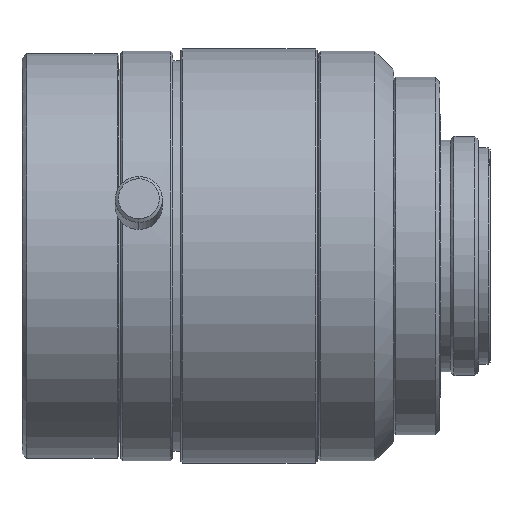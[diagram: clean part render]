
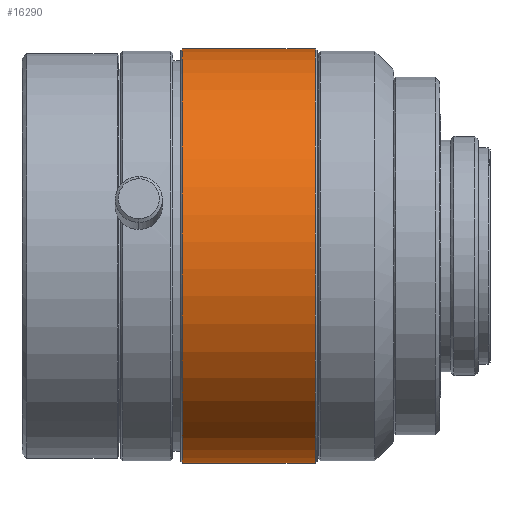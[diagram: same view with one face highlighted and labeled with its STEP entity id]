
A CAD part, top view. The second image highlights one B-rep face of the part: STEP entity #16290.
In plain terms, the highlighted free-form (B-spline) face has degree [2, 1] with [9, 2] control points.
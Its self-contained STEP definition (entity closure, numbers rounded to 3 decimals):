
#15410 = CARTESIAN_POINT ('', (-44.969, -22., 0.));
#15420 = VERTEX_POINT ('', #15410);
#15480 = CARTESIAN_POINT ('', (-44.969, 22., 0.));
#15490 = VERTEX_POINT ('', #15480);
#15500 = CARTESIAN_POINT ('', (-44.969, 22., 0.));
#15510 = CARTESIAN_POINT ('', (-44.969, 22., 22.));
#15520 = CARTESIAN_POINT ('', (-44.969, 0., 22.));
#15530 = CARTESIAN_POINT ('', (-44.969, -22., 22.));
#15540 = CARTESIAN_POINT ('', (-44.969, -22., 0.));
#15550 = (
   BOUNDED_CURVE ()
   B_SPLINE_CURVE (2, (#15500, #15510, #15520, #15530, #15540), .UNSPECIFIED., .F., .U.)
   B_SPLINE_CURVE_WITH_KNOTS ((3, 2, 3), (0., 90., 180.), .UNSPECIFIED.)
   CURVE ()
   GEOMETRIC_REPRESENTATION_ITEM ()
   RATIONAL_B_SPLINE_CURVE ((1., 0.707, 1., 0.707, 1.))
   REPRESENTATION_ITEM ('')
);
#15560 = EDGE_CURVE ('', #15490, #15420, #15550, .T.);
#15850 = ORIENTED_EDGE ('', *, *, #15560, .T.);
#15860 = CARTESIAN_POINT ('', (-30.869, -22., 0.));
#15870 = VERTEX_POINT ('', #15860);
#15880 = CARTESIAN_POINT ('', (-44.969, -22., 0.));
#15890 = CARTESIAN_POINT ('', (-30.869, -22., 0.));
#15900 = B_SPLINE_CURVE_WITH_KNOTS ('', 1, (#15880, #15890), .UNSPECIFIED., .F., .U., (2, 2), (0., 1.), .UNSPECIFIED.);
#15910 = EDGE_CURVE ('', #15420, #15870, #15900, .T.);
#15920 = ORIENTED_EDGE ('', *, *, #15910, .T.);
#15930 = CARTESIAN_POINT ('', (-30.869, 22., 0.));
#15940 = VERTEX_POINT ('', #15930);
#15950 = CARTESIAN_POINT ('', (-30.869, 22., 0.));
#15960 = CARTESIAN_POINT ('', (-30.869, 22., 22.));
#15970 = CARTESIAN_POINT ('', (-30.869, 0., 22.));
#15980 = CARTESIAN_POINT ('', (-30.869, -22., 22.));
#15990 = CARTESIAN_POINT ('', (-30.869, -22., 0.));
#16000 = (
   BOUNDED_CURVE ()
   B_SPLINE_CURVE (2, (#15950, #15960, #15970, #15980, #15990), .UNSPECIFIED., .F., .U.)
   B_SPLINE_CURVE_WITH_KNOTS ((3, 2, 3), (0., 90., 180.), .UNSPECIFIED.)
   CURVE ()
   GEOMETRIC_REPRESENTATION_ITEM ()
   RATIONAL_B_SPLINE_CURVE ((1., 0.707, 1., 0.707, 1.))
   REPRESENTATION_ITEM ('')
);
#16010 = EDGE_CURVE ('', #15940, #15870, #16000, .T.);
#16020 = ORIENTED_EDGE ('', *, *, #16010, .F.);
#16030 = CARTESIAN_POINT ('', (-44.969, 22., 0.));
#16040 = CARTESIAN_POINT ('', (-30.869, 22., 0.));
#16050 = B_SPLINE_CURVE_WITH_KNOTS ('', 1, (#16030, #16040), .UNSPECIFIED., .F., .U., (2, 2), (0., 1.), .UNSPECIFIED.);
#16060 = EDGE_CURVE ('', #15490, #15940, #16050, .T.);
#16070 = ORIENTED_EDGE ('', *, *, #16060, .F.);
#16080 = EDGE_LOOP ('', (#15850, #15920, #16020, #16070));
#16090 = FACE_OUTER_BOUND ('', #16080, .T.);
#16100 = CARTESIAN_POINT ('', (-46.38, 22., 0.));
#16110 = CARTESIAN_POINT ('', (-29.458, 22., 0.));
#16120 = CARTESIAN_POINT ('', (-46.38, 22., 22.));
#16130 = CARTESIAN_POINT ('', (-29.458, 22., 22.));
#16140 = CARTESIAN_POINT ('', (-46.38, 0., 22.));
#16150 = CARTESIAN_POINT ('', (-29.458, 0., 22.));
#16160 = CARTESIAN_POINT ('', (-46.38, -22., 22.));
#16170 = CARTESIAN_POINT ('', (-29.458, -22., 22.));
#16180 = CARTESIAN_POINT ('', (-46.38, -22., 0.));
#16190 = CARTESIAN_POINT ('', (-29.458, -22., 0.));
#16200 = CARTESIAN_POINT ('', (-46.38, -22., -22.));
#16210 = CARTESIAN_POINT ('', (-29.458, -22., -22.));
#16220 = CARTESIAN_POINT ('', (-46.38, 0., -22.));
#16230 = CARTESIAN_POINT ('', (-29.458, 0., -22.));
#16240 = CARTESIAN_POINT ('', (-46.38, 22., -22.));
#16250 = CARTESIAN_POINT ('', (-29.458, 22., -22.));
#16260 = CARTESIAN_POINT ('', (-46.38, 22., 0.));
#16270 = CARTESIAN_POINT ('', (-29.458, 22., 0.));
#16280 = (
   BOUNDED_SURFACE ()
   B_SPLINE_SURFACE (2, 1, ((#16100, #16110), (#16120, #16130), (#16140, #16150), (#16160, #16170), (#16180, #16190), (#16200, #16210), (#16220, #16230), (#16240, #16250), (#16260, #16270)), .UNSPECIFIED., .T., .F., .U.)
   B_SPLINE_SURFACE_WITH_KNOTS ((3, 2, 2, 2, 3), (2, 2), (0., 0.25, 0.5, 0.75, 1.), (0., 1.), .UNSPECIFIED.)
   SURFACE ()
   GEOMETRIC_REPRESENTATION_ITEM ()
   RATIONAL_B_SPLINE_SURFACE (((1., 1.), (0.707, 0.707), (1., 1.), (0.707, 0.707), (1., 1.), (0.707, 0.707), (1., 1.), (0.707, 0.707), (1., 1.)))
   REPRESENTATION_ITEM ('')
);
#16290 = ADVANCED_FACE ('', (#16090), #16280, .T.);
